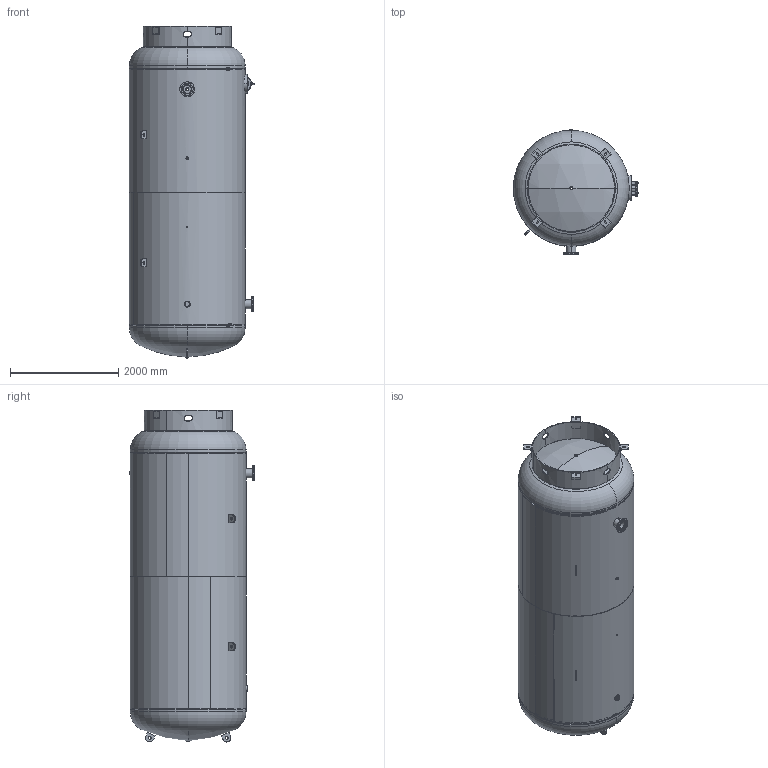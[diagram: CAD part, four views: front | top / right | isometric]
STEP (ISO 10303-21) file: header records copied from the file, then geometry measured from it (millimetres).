
FILE_DESCRIPTION (( 'STEP AP203' ), '1' );
FILE_NAME ('304718.STEP', '2012-05-18T22:03:34', ( '' ), ( '' ), 'SwSTEP 2.0', 'SolidWorks 2012', '' );
FILE_SCHEMA (( 'CONFIG_CONTROL_DESIGN' ));
Length unit declared in the file: inch
Products named in the file (1): 304718
Bounding box: 2308.13 x 2298.7 x 6125.69 mm (x, y, z)
Surface area: 79976416.2 mm2 (no closed solid volume)
Topology: 0 solids, 40 shells, 334 faces, 1066 edges, 751 vertices
Faces by surface type: cylinder 173, plane 118, bspline 19, torus 16, sphere 4, cone 4
Entity records: 19683 total; most frequent: CARTESIAN_POINT 10211, DIRECTION 2021, ORIENTED_EDGE 1742, EDGE_CURVE 1066, AXIS2_PLACEMENT_3D 772, VERTEX_POINT 751, VECTOR 477, LINE 477
